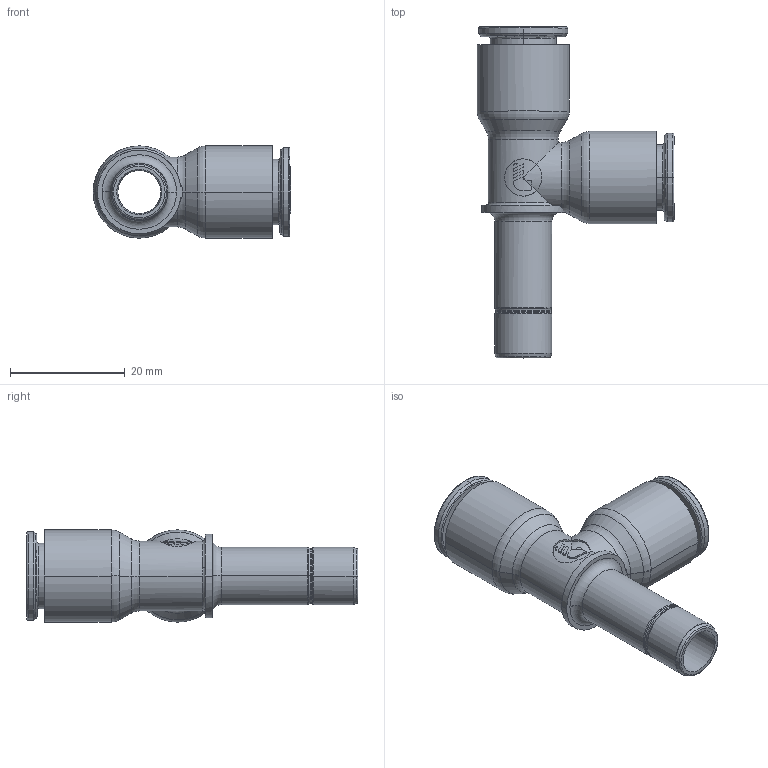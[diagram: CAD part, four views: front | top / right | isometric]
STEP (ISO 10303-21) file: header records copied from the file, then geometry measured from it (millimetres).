
FILE_DESCRIPTION(('STEP AP214'),'1');
FILE_NAME('6883_10_00.stp','2016-07-07T14:49:33',('TraceParts'),('TraceParts S.A.'),'Spatial InterOp 3D',' ',' ');
FILE_SCHEMA(('automotive_design'));
Length unit declared in the file: millimetre
Products named in the file (11): V883-10-00_ASM|Next assembly relationship#44110-19_ASM|Next assembly relationship#44110-32;44110-32; V883-10-00_ASM|Next assembly relationship#44110-19_ASM|Next assembly relationship#44110;44110; V883-10-00_ASM|Next assembly relationship#44110-19_ASM|Next assembly relationship#44110-30;44110-30; V883-10-00_ASM|Next assembly relationship#44110-19_ASM|Next assembly relationship#44110-40;44110-40; V883-10-00_ASM|Next assembly relationship#44520-71-33;44520-71-33; V883-10-00_ASM|Next assembly relationship#44110-11-10-ASM;44110-11-10-ASM
Bounding box: 34.5 x 57.95 x 16.1 mm (x, y, z)
Volume: 5244 mm3; surface area: 10406 mm2
Topology: 11 solids, 11 shells, 1373 faces, 3469 edges, 2160 vertices
Faces by surface type: plane 546, cylinder 241, torus 230, bspline 180, cone 176
Entity records: 47532 total; most frequent: CARTESIAN_POINT 15123, ORIENTED_EDGE 6938, DIRECTION 6410, EDGE_CURVE 3469, AXIS2_PLACEMENT_3D 2240, VERTEX_POINT 2160, LINE 1930, VECTOR 1930
